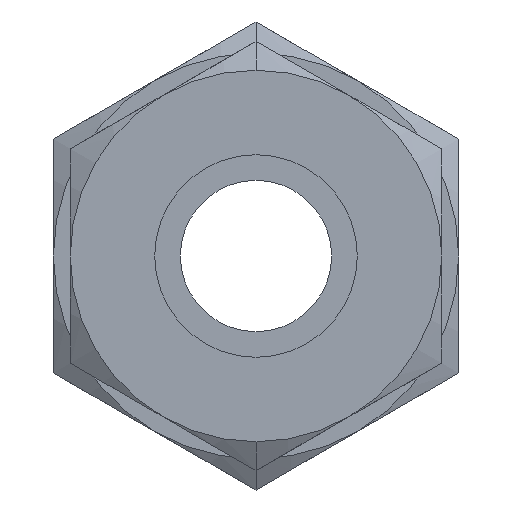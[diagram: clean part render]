
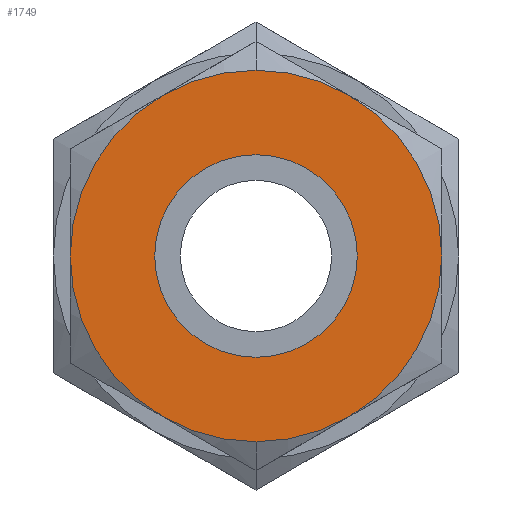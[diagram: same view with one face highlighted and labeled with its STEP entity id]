
A CAD part, left-side view. The second image highlights one B-rep face of the part: STEP entity #1749.
In plain terms, the highlighted planar face has unit normal (-1, 0, 0).
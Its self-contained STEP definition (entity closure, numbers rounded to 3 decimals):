
#31 = ORIENTED_EDGE ( 'NONE', *, *, #9128, .F. ) ;
#92 = EDGE_CURVE ( 'NONE', #1767, #5643, #5285, .T. ) ;
#167 = CARTESIAN_POINT ( 'NONE',  ( 0., 0., -4.76 ) ) ;
#313 = AXIS2_PLACEMENT_3D ( 'NONE', #4358, #7242, #769 ) ;
#412 = FACE_OUTER_BOUND ( 'NONE', #4683, .T. ) ;
#657 = DIRECTION ( 'NONE',  ( 0., 0., -1. ) ) ;
#769 = DIRECTION ( 'NONE',  ( 0., 0., 1. ) ) ;
#1170 = PLANE ( 'NONE',  #8175 ) ;
#1369 = DIRECTION ( 'NONE',  ( 1., 0., 0. ) ) ;
#1496 = CIRCLE ( 'NONE', #8283, 4.76 ) ;
#1749 = ADVANCED_FACE ( 'NONE', ( #4571, #412 ), #1170, .T. ) ;
#1767 = VERTEX_POINT ( 'NONE', #2584 ) ;
#1958 = EDGE_LOOP ( 'NONE', ( #7060, #8973 ) ) ;
#2243 = CIRCLE ( 'NONE', #7527, 4.76 ) ;
#2584 = CARTESIAN_POINT ( 'NONE',  ( 0., 0., 8.73 ) ) ;
#2602 = CARTESIAN_POINT ( 'NONE',  ( 0., 0., 0. ) ) ;
#3448 = CIRCLE ( 'NONE', #8732, 8.73 ) ;
#3489 = CARTESIAN_POINT ( 'NONE',  ( 0., 0., 0. ) ) ;
#3924 = ORIENTED_EDGE ( 'NONE', *, *, #92, .F. ) ;
#4149 = VERTEX_POINT ( 'NONE', #6667 ) ;
#4358 = CARTESIAN_POINT ( 'NONE',  ( 0., 0., 0. ) ) ;
#4375 = CARTESIAN_POINT ( 'NONE',  ( 0., 0., -8.73 ) ) ;
#4571 = FACE_BOUND ( 'NONE', #1958, .T. ) ;
#4622 = DIRECTION ( 'NONE',  ( -1., 0., 0. ) ) ;
#4683 = EDGE_LOOP ( 'NONE', ( #3924, #31 ) ) ;
#5285 = CIRCLE ( 'NONE', #313, 8.73 ) ;
#5643 = VERTEX_POINT ( 'NONE', #4375 ) ;
#6368 = DIRECTION ( 'NONE',  ( 0., 0., 1. ) ) ;
#6464 = DIRECTION ( 'NONE',  ( 0., 0., -1. ) ) ;
#6667 = CARTESIAN_POINT ( 'NONE',  ( 0., 0., 4.76 ) ) ;
#6788 = DIRECTION ( 'NONE',  ( 0., 0., 1. ) ) ;
#7060 = ORIENTED_EDGE ( 'NONE', *, *, #9079, .T. ) ;
#7242 = DIRECTION ( 'NONE',  ( 1., 0., 0. ) ) ;
#7527 = AXIS2_PLACEMENT_3D ( 'NONE', #2602, #9245, #6464 ) ;
#7622 = DIRECTION ( 'NONE',  ( 1., 0., 0. ) ) ;
#8175 = AXIS2_PLACEMENT_3D ( 'NONE', #9144, #4622, #6788 ) ;
#8283 = AXIS2_PLACEMENT_3D ( 'NONE', #3489, #1369, #6368 ) ;
#8716 = VERTEX_POINT ( 'NONE', #167 ) ;
#8732 = AXIS2_PLACEMENT_3D ( 'NONE', #9069, #7622, #657 ) ;
#8973 = ORIENTED_EDGE ( 'NONE', *, *, #9140, .T. ) ;
#9069 = CARTESIAN_POINT ( 'NONE',  ( 0., 0., 0. ) ) ;
#9079 = EDGE_CURVE ( 'NONE', #8716, #4149, #2243, .T. ) ;
#9128 = EDGE_CURVE ( 'NONE', #5643, #1767, #3448, .T. ) ;
#9140 = EDGE_CURVE ( 'NONE', #4149, #8716, #1496, .T. ) ;
#9144 = CARTESIAN_POINT ( 'NONE',  ( 0., 0., 4.365 ) ) ;
#9245 = DIRECTION ( 'NONE',  ( 1., 0., 0. ) ) ;
